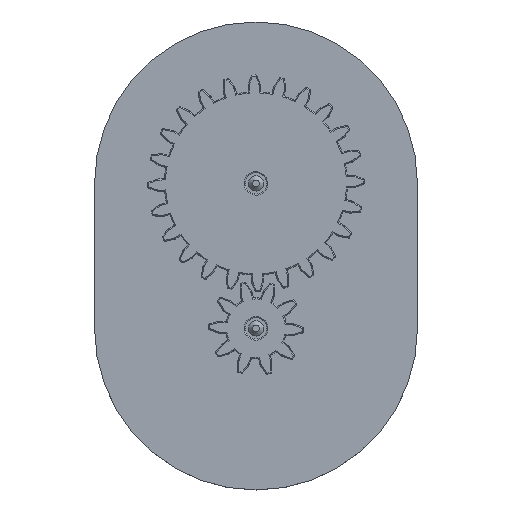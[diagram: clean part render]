
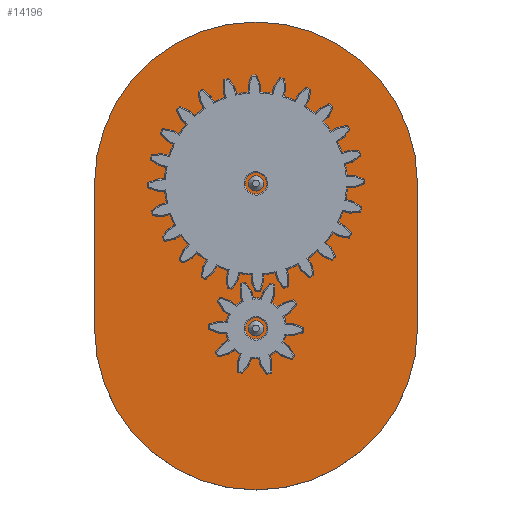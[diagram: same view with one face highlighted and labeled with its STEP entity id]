
A CAD part, top view. The second image highlights one B-rep face of the part: STEP entity #14196.
In plain terms, the highlighted planar face has unit normal (0, 0, 1).
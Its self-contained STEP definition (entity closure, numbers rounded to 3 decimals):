
#375=FACE_BOUND('',#1939,.T.);
#376=FACE_BOUND('',#1940,.T.);
#564=PLANE('',#15125);
#1060=FACE_OUTER_BOUND('',#1938,.T.);
#1938=EDGE_LOOP('',(#9641,#9642,#9643,#9644));
#1939=EDGE_LOOP('',(#9645));
#1940=EDGE_LOOP('',(#9646));
#2811=CIRCLE('',#15108,10.578);
#2814=CIRCLE('',#15114,0.5);
#2817=CIRCLE('',#15120,0.5);
#2818=CIRCLE('',#15124,10.578);
#3246=LINE('',#21103,#4666);
#3254=LINE('',#21135,#4674);
#4666=VECTOR('',#16646,10.);
#4674=VECTOR('',#16686,10.);
#6085=VERTEX_POINT('',#21100);
#6086=VERTEX_POINT('',#21102);
#6087=VERTEX_POINT('',#21106);
#6090=VERTEX_POINT('',#21117);
#6093=VERTEX_POINT('',#21128);
#6094=VERTEX_POINT('',#21133);
#7410=EDGE_CURVE('',#6086,#6085,#3246,.T.);
#7413=EDGE_CURVE('',#6085,#6087,#2811,.T.);
#7418=EDGE_CURVE('',#6090,#6090,#2814,.T.);
#7423=EDGE_CURVE('',#6093,#6093,#2817,.T.);
#7425=EDGE_CURVE('',#6087,#6094,#3254,.T.);
#7426=EDGE_CURVE('',#6094,#6086,#2818,.T.);
#9641=ORIENTED_EDGE('',*,*,#7413,.T.);
#9642=ORIENTED_EDGE('',*,*,#7425,.T.);
#9643=ORIENTED_EDGE('',*,*,#7426,.T.);
#9644=ORIENTED_EDGE('',*,*,#7410,.T.);
#9645=ORIENTED_EDGE('',*,*,#7418,.T.);
#9646=ORIENTED_EDGE('',*,*,#7423,.T.);
#14196=ADVANCED_FACE('',(#1060,#375,#376),#564,.T.);
#15108=AXIS2_PLACEMENT_3D('',#21108,#16651,#16652);
#15114=AXIS2_PLACEMENT_3D('',#21119,#16665,#16666);
#15120=AXIS2_PLACEMENT_3D('',#21130,#16679,#16680);
#15124=AXIS2_PLACEMENT_3D('',#21137,#16689,#16690);
#15125=AXIS2_PLACEMENT_3D('',#21138,#16691,#16692);
#16646=DIRECTION('',(0.,-1.,0.));
#16651=DIRECTION('center_axis',(0.,0.,1.));
#16652=DIRECTION('ref_axis',(-1.,0.,0.));
#16665=DIRECTION('center_axis',(0.,0.,-1.));
#16666=DIRECTION('ref_axis',(1.,0.,0.));
#16679=DIRECTION('center_axis',(0.,0.,-1.));
#16680=DIRECTION('ref_axis',(1.,0.,0.));
#16686=DIRECTION('',(0.,1.,0.));
#16689=DIRECTION('center_axis',(0.,0.,1.));
#16690=DIRECTION('ref_axis',(1.,0.,0.));
#16691=DIRECTION('center_axis',(0.,0.,1.));
#16692=DIRECTION('ref_axis',(1.,0.,0.));
#21100=CARTESIAN_POINT('',(-10.578,0.,0.));
#21102=CARTESIAN_POINT('',(-10.578,9.5,0.));
#21103=CARTESIAN_POINT('',(-10.578,9.5,0.));
#21106=CARTESIAN_POINT('',(10.578,0.,0.));
#21108=CARTESIAN_POINT('Origin',(0.,0.,0.));
#21117=CARTESIAN_POINT('',(-0.5,0.,0.));
#21119=CARTESIAN_POINT('Origin',(0.,0.,
0.));
#21128=CARTESIAN_POINT('',(-0.5,9.5,0.));
#21130=CARTESIAN_POINT('Origin',(0.,9.5,0.));
#21133=CARTESIAN_POINT('',(10.578,9.5,0.));
#21135=CARTESIAN_POINT('',(10.578,0.,0.));
#21137=CARTESIAN_POINT('Origin',(0.,9.5,0.));
#21138=CARTESIAN_POINT('Origin',(0.,9.5,0.));
